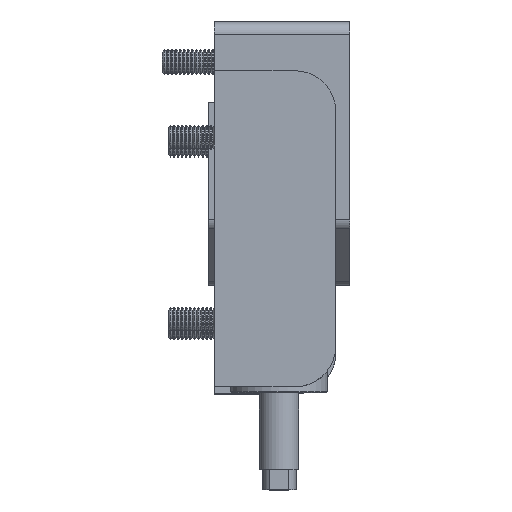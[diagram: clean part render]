
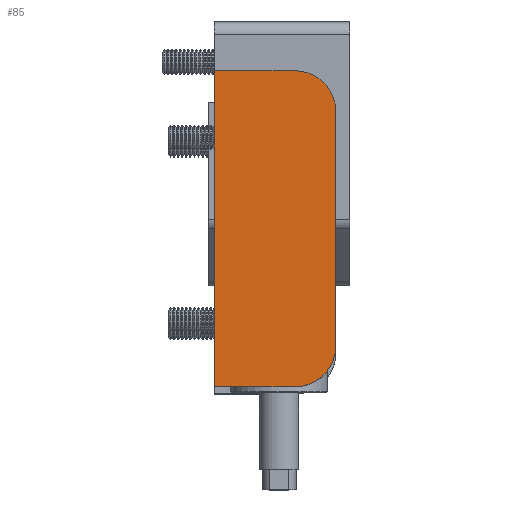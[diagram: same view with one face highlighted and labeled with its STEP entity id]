
A CAD part, top view. The second image highlights one B-rep face of the part: STEP entity #85.
In plain terms, the highlighted planar face has unit normal (0, 0, 1).
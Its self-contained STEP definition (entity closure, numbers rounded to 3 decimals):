
#85 = ADVANCED_FACE ( 'NONE', ( #6731 ), #8986, .F. ) ;
#106 = CARTESIAN_POINT ( 'NONE',  ( 39., -15., 35. ) ) ;
#130 = CARTESIAN_POINT ( 'NONE',  ( -39., -15., 35. ) ) ;
#286 = DIRECTION ( 'NONE',  ( 0., 0., -1. ) ) ;
#378 = CARTESIAN_POINT ( 'NONE',  ( -39., 15., 35. ) ) ;
#450 = DIRECTION ( 'NONE',  ( -1., 0., 0. ) ) ;
#625 = ORIENTED_EDGE ( 'NONE', *, *, #6960, .T. ) ;
#682 = DIRECTION ( 'NONE',  ( 1., 0., 0. ) ) ;
#1072 = EDGE_CURVE ( 'NONE', #1331, #6457, #8254, .T. ) ;
#1331 = VERTEX_POINT ( 'NONE', #3027 ) ;
#1468 = LINE ( 'NONE', #7818, #7756 ) ;
#1579 = DIRECTION ( 'NONE',  ( 0., 0., 1. ) ) ;
#1655 = CARTESIAN_POINT ( 'NONE',  ( -29., 15., 35. ) ) ;
#1746 = CARTESIAN_POINT ( 'NONE',  ( 0., 0., 35. ) ) ;
#1876 = LINE ( 'NONE', #5344, #4679 ) ;
#2409 = AXIS2_PLACEMENT_3D ( 'NONE', #1746, #286, #5128 ) ;
#2478 = CARTESIAN_POINT ( 'NONE',  ( 29., 5., 35. ) ) ;
#2552 = VERTEX_POINT ( 'NONE', #3105 ) ;
#3013 = CIRCLE ( 'NONE', #3681, 10. ) ;
#3027 = CARTESIAN_POINT ( 'NONE',  ( 29., 15., 35. ) ) ;
#3105 = CARTESIAN_POINT ( 'NONE',  ( -39., -15., 35. ) ) ;
#3225 = VERTEX_POINT ( 'NONE', #4529 ) ;
#3681 = AXIS2_PLACEMENT_3D ( 'NONE', #2478, #1579, #6363 ) ;
#3796 = ORIENTED_EDGE ( 'NONE', *, *, #6575, .T. ) ;
#4202 = ORIENTED_EDGE ( 'NONE', *, *, #4881, .T. ) ;
#4259 = VECTOR ( 'NONE', #8615, 1000. ) ;
#4306 = EDGE_CURVE ( 'NONE', #6457, #10276, #8534, .T. ) ;
#4529 = CARTESIAN_POINT ( 'NONE',  ( 39., 5., 35. ) ) ;
#4679 = VECTOR ( 'NONE', #9781, 1000. ) ;
#4741 = EDGE_LOOP ( 'NONE', ( #7340, #8641, #3796, #4202, #6743, #625 ) ) ;
#4881 = EDGE_CURVE ( 'NONE', #2552, #5401, #1468, .T. ) ;
#5128 = DIRECTION ( 'NONE',  ( -1., 0., 0. ) ) ;
#5344 = CARTESIAN_POINT ( 'NONE',  ( 39., -15., 35. ) ) ;
#5401 = VERTEX_POINT ( 'NONE', #106 ) ;
#6363 = DIRECTION ( 'NONE',  ( -1., 0., 0. ) ) ;
#6457 = VERTEX_POINT ( 'NONE', #1655 ) ;
#6484 = VECTOR ( 'NONE', #8828, 1000. ) ;
#6575 = EDGE_CURVE ( 'NONE', #10276, #2552, #9604, .T. ) ;
#6731 = FACE_OUTER_BOUND ( 'NONE', #4741, .T. ) ;
#6743 = ORIENTED_EDGE ( 'NONE', *, *, #7085, .T. ) ;
#6960 = EDGE_CURVE ( 'NONE', #3225, #1331, #3013, .T. ) ;
#7085 = EDGE_CURVE ( 'NONE', #5401, #3225, #1876, .T. ) ;
#7340 = ORIENTED_EDGE ( 'NONE', *, *, #1072, .T. ) ;
#7682 = CARTESIAN_POINT ( 'NONE',  ( -29., 5., 35. ) ) ;
#7756 = VECTOR ( 'NONE', #682, 1000. ) ;
#7818 = CARTESIAN_POINT ( 'NONE',  ( -39., -15., 35. ) ) ;
#8254 = LINE ( 'NONE', #378, #4259 ) ;
#8534 = CIRCLE ( 'NONE', #10250, 10. ) ;
#8615 = DIRECTION ( 'NONE',  ( -1., 0., 0. ) ) ;
#8641 = ORIENTED_EDGE ( 'NONE', *, *, #4306, .T. ) ;
#8828 = DIRECTION ( 'NONE',  ( 0., -1., 0. ) ) ;
#8986 = PLANE ( 'NONE',  #2409 ) ;
#9067 = CARTESIAN_POINT ( 'NONE',  ( -39., 5., 35. ) ) ;
#9604 = LINE ( 'NONE', #130, #6484 ) ;
#9781 = DIRECTION ( 'NONE',  ( 0., 1., 0. ) ) ;
#10115 = DIRECTION ( 'NONE',  ( 0., 0., 1. ) ) ;
#10250 = AXIS2_PLACEMENT_3D ( 'NONE', #7682, #10115, #450 ) ;
#10276 = VERTEX_POINT ( 'NONE', #9067 ) ;
